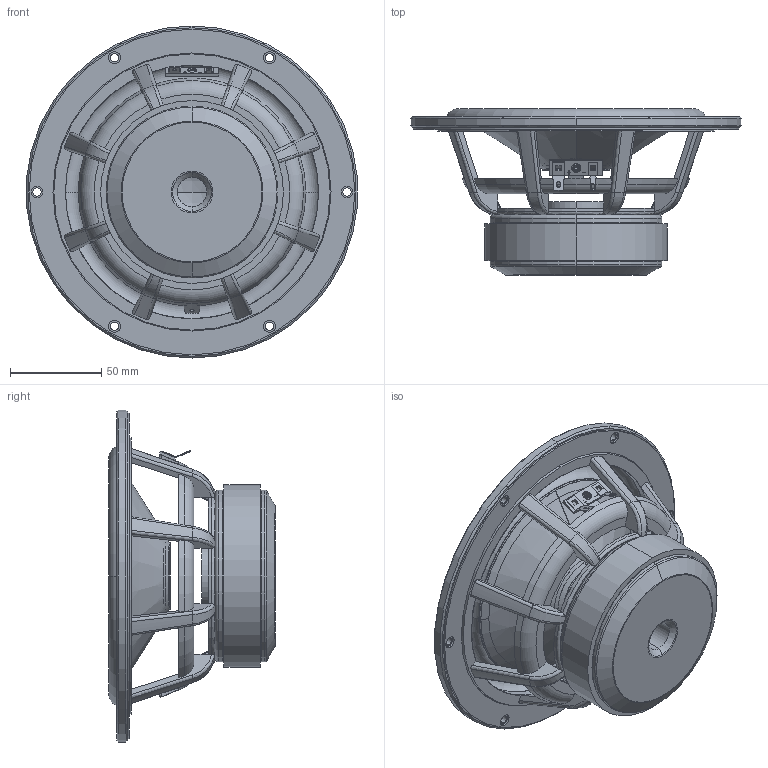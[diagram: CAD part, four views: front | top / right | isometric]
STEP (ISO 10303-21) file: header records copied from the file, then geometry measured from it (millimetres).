
FILE_DESCRIPTION (( 'STEP AP214' ), '1' );
FILE_NAME ('430A 3D.STEP', '2023-04-23T08:53:37', ( '' ), ( '' ), 'SwSTEP 2.0', 'SolidWorks 2020', '' );
FILE_SCHEMA (( 'AUTOMOTIVE_DESIGN' ));
Length unit declared in the file: millimetre
Products named in the file (9): 6inch cone-V2; 064-Basket; 047-102 terminal; 94-Top plate; 100  magnet; 430A 3D; 6.5inch alu dust cap ; 94-T yoke; woofer gasket
Assembly tree (8 placements, depth 2):
  430A 3D
    064-Basket
    94-T yoke
    100  magnet
    94-Top plate
    6inch cone-V2
    woofer gasket
    047-102 terminal
    6.5inch alu dust cap 
Bounding box: 180.85 x 90.89 x 181.5 mm (x, y, z)
Volume: 360489.1 mm3; surface area: 189835 mm2
Topology: 14 solids, 14 shells, 562 faces, 1510 edges, 961 vertices
Faces by surface type: plane 207, cylinder 124, cone 106, bspline 64, torus 57, sphere 4
Entity records: 25219 total; most frequent: CARTESIAN_POINT 7130, ORIENTED_EDGE 3020, DIRECTION 2828, EDGE_CURVE 1510, AXIS2_PLACEMENT_3D 1099, VERTEX_POINT 961, EDGE_LOOP 663, VECTOR 630
